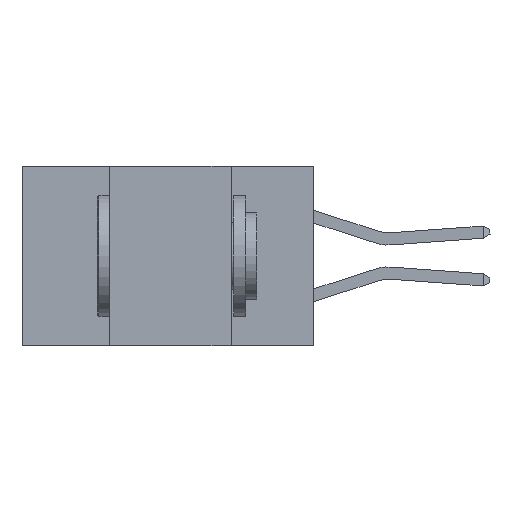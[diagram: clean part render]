
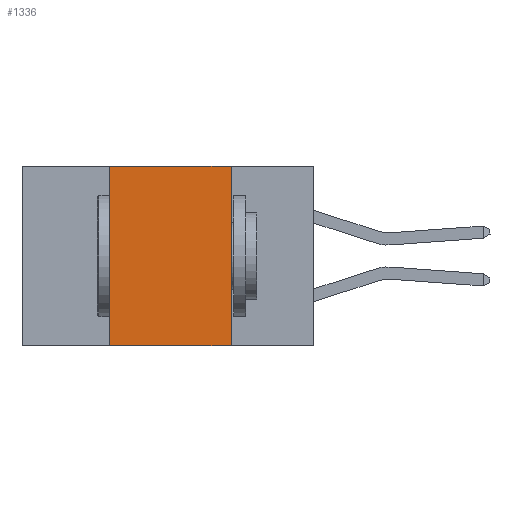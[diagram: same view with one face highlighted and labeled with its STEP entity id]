
A CAD part, left-side view. The second image highlights one B-rep face of the part: STEP entity #1336.
In plain terms, the highlighted planar face has unit normal (-1, 0, 0).
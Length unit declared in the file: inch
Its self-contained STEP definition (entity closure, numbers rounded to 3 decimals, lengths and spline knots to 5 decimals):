
#216 = DIRECTION ( 'NONE',  ( 0., -1., 0. ) ) ;
#822 = DIRECTION ( 'NONE',  ( 0., 0., 1. ) ) ;
#1001 = VECTOR ( 'NONE', #5973, 39.37008 ) ;
#1336 = ADVANCED_FACE ( 'NONE', ( #9565 ), #5768, .F. ) ;
#1821 = CARTESIAN_POINT ( 'NONE',  ( 0., 0.42, -0.37 ) ) ;
#2158 = LINE ( 'NONE', #4634, #1001 ) ;
#2227 = EDGE_CURVE ( 'NONE', #5336, #15120, #5719, .T. ) ;
#2725 = VECTOR ( 'NONE', #4283, 39.37008 ) ;
#2864 = CARTESIAN_POINT ( 'NONE',  ( 0., 0.17, 0. ) ) ;
#3401 = AXIS2_PLACEMENT_3D ( 'NONE', #11941, #8221, #14262 ) ;
#3677 = VERTEX_POINT ( 'NONE', #10703 ) ;
#3920 = CARTESIAN_POINT ( 'NONE',  ( 0., 0.6, -0.37 ) ) ;
#4283 = DIRECTION ( 'NONE',  ( 0., 0., -1. ) ) ;
#4634 = CARTESIAN_POINT ( 'NONE',  ( 0., 0.6, 0. ) ) ;
#5336 = VERTEX_POINT ( 'NONE', #13670 ) ;
#5719 = LINE ( 'NONE', #2864, #2725 ) ;
#5768 = PLANE ( 'NONE',  #3401 ) ;
#5973 = DIRECTION ( 'NONE',  ( 0., -1., 0. ) ) ;
#5974 = LINE ( 'NONE', #3920, #6945 ) ;
#6945 = VECTOR ( 'NONE', #216, 39.37008 ) ;
#7182 = EDGE_LOOP ( 'NONE', ( #12664, #15599, #13977, #12307 ) ) ;
#7285 = CARTESIAN_POINT ( 'NONE',  ( 0., 0.17, -0.37 ) ) ;
#7637 = EDGE_CURVE ( 'NONE', #11881, #3677, #12833, .T. ) ;
#8221 = DIRECTION ( 'NONE',  ( 1., 0., 0. ) ) ;
#9565 = FACE_OUTER_BOUND ( 'NONE', #7182, .T. ) ;
#10703 = CARTESIAN_POINT ( 'NONE',  ( 0., 0.42, 0. ) ) ;
#10772 = VECTOR ( 'NONE', #822, 39.37008 ) ;
#11881 = VERTEX_POINT ( 'NONE', #1821 ) ;
#11941 = CARTESIAN_POINT ( 'NONE',  ( 0., 0.6, 0. ) ) ;
#12142 = EDGE_CURVE ( 'NONE', #3677, #5336, #2158, .T. ) ;
#12307 = ORIENTED_EDGE ( 'NONE', *, *, #14602, .T. ) ;
#12664 = ORIENTED_EDGE ( 'NONE', *, *, #2227, .F. ) ;
#12833 = LINE ( 'NONE', #15202, #10772 ) ;
#13670 = CARTESIAN_POINT ( 'NONE',  ( 0., 0.17, 0. ) ) ;
#13977 = ORIENTED_EDGE ( 'NONE', *, *, #7637, .F. ) ;
#14262 = DIRECTION ( 'NONE',  ( 0., 0., -1. ) ) ;
#14602 = EDGE_CURVE ( 'NONE', #11881, #15120, #5974, .T. ) ;
#15120 = VERTEX_POINT ( 'NONE', #7285 ) ;
#15202 = CARTESIAN_POINT ( 'NONE',  ( 0., 0.42, 0. ) ) ;
#15599 = ORIENTED_EDGE ( 'NONE', *, *, #12142, .F. ) ;
